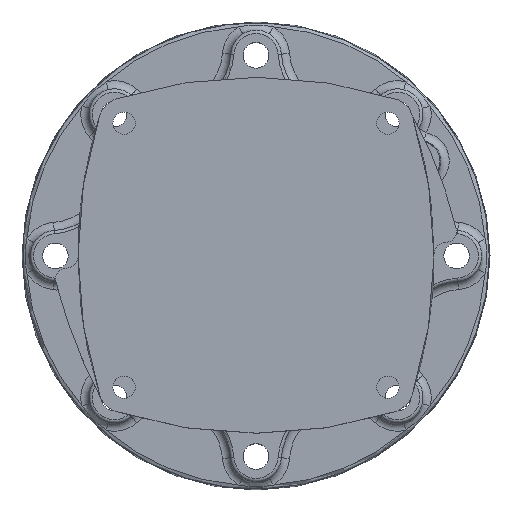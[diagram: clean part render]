
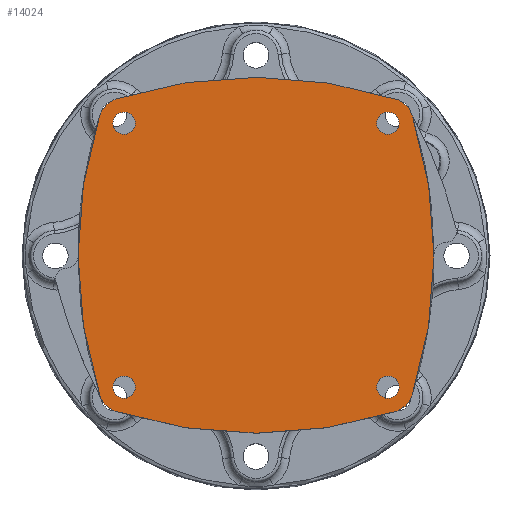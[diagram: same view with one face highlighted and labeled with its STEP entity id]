
A CAD part, top view. The second image highlights one B-rep face of the part: STEP entity #14024.
In plain terms, the highlighted planar face has unit normal (0, 0, 1).
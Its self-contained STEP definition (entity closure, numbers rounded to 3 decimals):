
#3072=PLANE('',#15122);
#3291=FACE_BOUND('',#4398,.T.);
#3292=FACE_BOUND('',#4399,.T.);
#3293=FACE_BOUND('',#4400,.T.);
#3294=FACE_BOUND('',#4401,.T.);
#3496=FACE_OUTER_BOUND('',#4397,.T.);
#4397=EDGE_LOOP('',(#9968,#9969,#9970,#9971,#9972,#9973,#9974,#9975));
#4398=EDGE_LOOP('',(#9976));
#4399=EDGE_LOOP('',(#9977));
#4400=EDGE_LOOP('',(#9978));
#4401=EDGE_LOOP('',(#9979));
#5358=CIRCLE('',#15087,270.);
#5392=CIRCLE('',#15123,270.);
#5393=CIRCLE('',#15124,15.);
#5394=CIRCLE('',#15125,270.);
#5395=CIRCLE('',#15126,15.);
#5396=CIRCLE('',#15127,270.);
#5397=CIRCLE('',#15128,15.);
#5398=CIRCLE('',#15129,15.);
#5399=CIRCLE('',#15130,6.5);
#5400=CIRCLE('',#15131,6.5);
#5401=CIRCLE('',#15132,6.5);
#5402=CIRCLE('',#15133,6.5);
#6152=VERTEX_POINT('',#20427);
#6153=VERTEX_POINT('',#20429);
#6195=VERTEX_POINT('',#20595);
#6196=VERTEX_POINT('',#20596);
#6197=VERTEX_POINT('',#20598);
#6198=VERTEX_POINT('',#20600);
#6199=VERTEX_POINT('',#20602);
#6200=VERTEX_POINT('',#20604);
#6201=VERTEX_POINT('',#20608);
#6202=VERTEX_POINT('',#20610);
#6203=VERTEX_POINT('',#20612);
#6204=VERTEX_POINT('',#20614);
#7593=EDGE_CURVE('',#6152,#6153,#5358,.T.);
#7636=EDGE_CURVE('',#6195,#6196,#5392,.T.);
#7637=EDGE_CURVE('',#6197,#6195,#5393,.T.);
#7638=EDGE_CURVE('',#6198,#6197,#5394,.T.);
#7639=EDGE_CURVE('',#6199,#6198,#5395,.T.);
#7640=EDGE_CURVE('',#6200,#6199,#5396,.T.);
#7641=EDGE_CURVE('',#6153,#6200,#5397,.T.);
#7642=EDGE_CURVE('',#6196,#6152,#5398,.T.);
#7643=EDGE_CURVE('',#6201,#6201,#5399,.T.);
#7644=EDGE_CURVE('',#6202,#6202,#5400,.T.);
#7645=EDGE_CURVE('',#6203,#6203,#5401,.T.);
#7646=EDGE_CURVE('',#6204,#6204,#5402,.T.);
#9968=ORIENTED_EDGE('',*,*,#7636,.F.);
#9969=ORIENTED_EDGE('',*,*,#7637,.F.);
#9970=ORIENTED_EDGE('',*,*,#7638,.F.);
#9971=ORIENTED_EDGE('',*,*,#7639,.F.);
#9972=ORIENTED_EDGE('',*,*,#7640,.F.);
#9973=ORIENTED_EDGE('',*,*,#7641,.F.);
#9974=ORIENTED_EDGE('',*,*,#7593,.F.);
#9975=ORIENTED_EDGE('',*,*,#7642,.F.);
#9976=ORIENTED_EDGE('',*,*,#7643,.T.);
#9977=ORIENTED_EDGE('',*,*,#7644,.T.);
#9978=ORIENTED_EDGE('',*,*,#7645,.T.);
#9979=ORIENTED_EDGE('',*,*,#7646,.T.);
#14024=ADVANCED_FACE('',(#3496,#3291,#3292,#3293,#3294),#3072,.F.);
#15087=AXIS2_PLACEMENT_3D('',#20430,#16783,#16784);
#15122=AXIS2_PLACEMENT_3D('',#20594,#16856,#16857);
#15123=AXIS2_PLACEMENT_3D('',#20597,#16858,#16859);
#15124=AXIS2_PLACEMENT_3D('',#20599,#16860,#16861);
#15125=AXIS2_PLACEMENT_3D('',#20601,#16862,#16863);
#15126=AXIS2_PLACEMENT_3D('',#20603,#16864,#16865);
#15127=AXIS2_PLACEMENT_3D('',#20605,#16866,#16867);
#15128=AXIS2_PLACEMENT_3D('',#20606,#16868,#16869);
#15129=AXIS2_PLACEMENT_3D('',#20607,#16870,#16871);
#15130=AXIS2_PLACEMENT_3D('',#20609,#16872,#16873);
#15131=AXIS2_PLACEMENT_3D('',#20611,#16874,#16875);
#15132=AXIS2_PLACEMENT_3D('',#20613,#16876,#16877);
#15133=AXIS2_PLACEMENT_3D('',#20615,#16878,#16879);
#16783=DIRECTION('center_axis',(0.,0.,-1.));
#16784=DIRECTION('ref_axis',(-0.953,0.303,0.));
#16856=DIRECTION('center_axis',(0.,0.,-1.));
#16857=DIRECTION('ref_axis',(-1.,0.,0.));
#16858=DIRECTION('center_axis',(0.,0.,-1.));
#16859=DIRECTION('ref_axis',(-0.303,-0.953,0.));
#16860=DIRECTION('center_axis',(0.,0.,-1.));
#16861=DIRECTION('ref_axis',(0.303,-0.953,0.));
#16862=DIRECTION('center_axis',(0.,0.,-1.));
#16863=DIRECTION('ref_axis',(0.953,-0.303,0.));
#16864=DIRECTION('center_axis',(0.,0.,-1.));
#16865=DIRECTION('ref_axis',(0.97,0.243,0.));
#16866=DIRECTION('center_axis',(0.,0.,-1.));
#16867=DIRECTION('ref_axis',(0.31,0.951,0.));
#16868=DIRECTION('center_axis',(0.,0.,-1.));
#16869=DIRECTION('ref_axis',(-0.304,0.953,0.));
#16870=DIRECTION('center_axis',(0.,0.,-1.));
#16871=DIRECTION('ref_axis',(-0.944,-0.331,0.));
#16872=DIRECTION('center_axis',(0.,0.,-1.));
#16873=DIRECTION('ref_axis',(-1.,0.,0.));
#16874=DIRECTION('center_axis',(0.,0.,-1.));
#16875=DIRECTION('ref_axis',(-1.,0.,0.));
#16876=DIRECTION('center_axis',(0.,0.,-1.));
#16877=DIRECTION('ref_axis',(-1.,0.,0.));
#16878=DIRECTION('center_axis',(0.,0.,-1.));
#16879=DIRECTION('ref_axis',(-1.,0.,0.));
#20427=CARTESIAN_POINT('',(-91.406,-82.21,27.));
#20429=CARTESIAN_POINT('',(-91.554,81.767,27.));
#20430=CARTESIAN_POINT('Origin',(165.771,0.01,27.));
#20594=CARTESIAN_POINT('Origin',(0.,0.,27.));
#20595=CARTESIAN_POINT('',(81.794,-91.545,27.));
#20596=CARTESIAN_POINT('',(-81.72,-91.569,27.));
#20597=CARTESIAN_POINT('Origin',(0.,165.767,
27.));
#20598=CARTESIAN_POINT('',(91.546,-81.791,27.));
#20599=CARTESIAN_POINT('Origin',(77.25,-77.25,27.));
#20600=CARTESIAN_POINT('',(91.8,80.897,27.));
#20601=CARTESIAN_POINT('Origin',(-165.782,-0.045,
27.));
#20602=CARTESIAN_POINT('',(83.431,90.917,27.));
#20603=CARTESIAN_POINT('Origin',(77.25,77.25,27.));
#20604=CARTESIAN_POINT('',(-81.815,91.539,27.));
#20605=CARTESIAN_POINT('Origin',(-0.158,-165.818,27.));
#20606=CARTESIAN_POINT('Origin',(-77.25,77.25,27.));
#20607=CARTESIAN_POINT('Origin',(-77.25,-77.25,27.));
#20608=CARTESIAN_POINT('',(83.75,77.25,27.));
#20609=CARTESIAN_POINT('Origin',(77.25,77.25,27.));
#20610=CARTESIAN_POINT('',(83.75,-77.25,27.));
#20611=CARTESIAN_POINT('Origin',(77.25,-77.25,27.));
#20612=CARTESIAN_POINT('',(-70.75,-77.25,27.));
#20613=CARTESIAN_POINT('Origin',(-77.25,-77.25,27.));
#20614=CARTESIAN_POINT('',(-70.75,77.25,27.));
#20615=CARTESIAN_POINT('Origin',(-77.25,77.25,27.));
